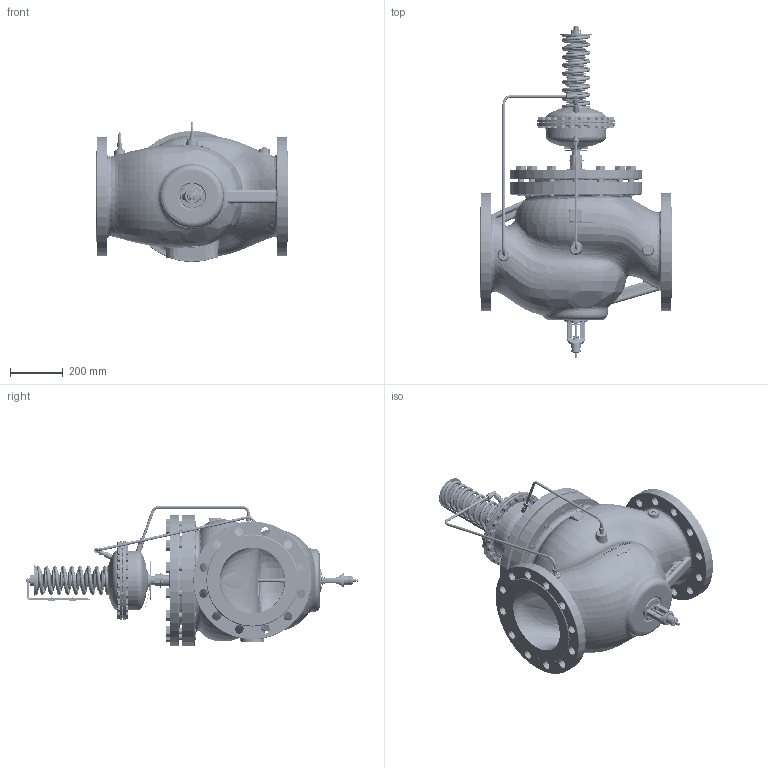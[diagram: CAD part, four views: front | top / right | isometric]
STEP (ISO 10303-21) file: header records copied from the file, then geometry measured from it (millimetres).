
FILE_DESCRIPTION((''),'2;1');
FILE_NAME('003G5586_AFQMP2_PN40_DN250_ASM','2022-04-04T15:09:44',('U369265'),(''),'CREO PARAMETRIC BY PTC INC, 2020342','CREO PARAMETRIC BY PTC INC, 2020342','');
FILE_SCHEMA(('CONFIG_CONTROL_DESIGN'));
Products named in the file (87): 88650690_VALVE_B_VFQM_DN250_PN4; 88650900_VALVE_C_VFG_DN250_PN40; HEX_SCREW_DIN931_M24X100_1_1; 88651210_YOKE_BODY_DN125_250__8; 88652270_SETT_SCREW_DN125-250_9; 88652330_STUFFING_BOX_DN150_2_6; 3220149_1_1_2_3_4_5_6_7_8_9__11; 88652960_CV_PISTON_H_SUB_DN25_1_ASM; 88651380_SPINDLE_CV_DN250_1_1; 88652990_CV_PISTON_SUB_DN250__1_ASM; 88652800_POINTER_VFQM_1_1_2__11; 88652760_FLOW_LABEL_DN250_1_1; 51817881_SCREW_SF_M3X5_1_1_2_11; HEX_SCREW_DIN933_M06X18_1_1__11; 54540510_1_1_2_3_4_5_6_7_8_9_11; 188610240_1_1_2_3_4_5_6_7_8__11; WALTER_CONNECTION_1_1_2_3_4__11; WALTER_PROFILE_RING_1_1_2_3__11; WALTER_CONNECTION_NUT_1_1_2__11; 8863078_ASM_1_1_2_3_4_5_6_7__11_ASM; 88653340_VFQM_DN250_PN40_ASM_1_ASM; 88670150_HOUSING320_PN40_MINU_6; 88673400_TUBE_FI38X10X62_MIN_11; 88671680_PRESSURE_CONNEC-186582; WELD_PRESS_CON_6MM_1_1_2_3_4_11; WELD_320_6MM_INST_AF0_1_1_2_3_6; WELD_320_6MM_2_INST_AF0_1_1_2_6; 88671550_COVER320_PN40_MINUS__6_ASM; 88670140_HOUSING320_PN40_IPLU_6; 88671680_PRESSURE_CONNEC-192080; 88673410_TUBE_FI38X10X33_AF0__6; WELD_320_6MM_INST_1_1_2_3_4_5_6; WELD_320_6MM_2_INST_1_1_2_3_4_6; WELD_PRESS_CON_6MM_AF0_1_1_2__6; 88671540_COVER320_PN40_PLUS_A_6_ASM; 88671040_SETTING_SPINDLE_PA__11; 88670600_CONNECTING_NUT_G1_1_11; 88670800_SETTING_NUT_IPA_1_1_11; 5521168_1_1_2_3_4_5_6_7_8_9_106; 5521168_1_1_2_3_4_5_6_7_8_9_107 ...
Assembly tree (182 placements, depth 6):
  003G5586_AFQMP2_PN40_DN250_ASM
    003G5586_AFQMP2_PN40_DN250_ASM__ASM
      88653340_VFQM_DN250_PN40_ASM_1_ASM
        88650690_VALVE_B_VFQM_DN250_PN4
        88650900_VALVE_C_VFG_DN250_PN40
        HEX_SCREW_DIN931_M24X100_1_1  x14
        88651210_YOKE_BODY_DN125_250__8
        88652270_SETT_SCREW_DN125-250_9
        88652960_CV_PISTON_H_SUB_DN25_1_ASM
          88652330_STUFFING_BOX_DN150_2_6
          3220149_1_1_2_3_4_5_6_7_8_9__11
        88652990_CV_PISTON_SUB_DN250__1_ASM
          88651380_SPINDLE_CV_DN250_1_1
        88652800_POINTER_VFQM_1_1_2__11
        88652760_FLOW_LABEL_DN250_1_1
        51817881_SCREW_SF_M3X5_1_1_2_11  x2
        HEX_SCREW_DIN933_M06X18_1_1__11  x4
        54540510_1_1_2_3_4_5_6_7_8_9_11  x3
        188610240_1_1_2_3_4_5_6_7_8__11
        8863078_ASM_1_1_2_3_4_5_6_7__11_ASM  x2
          WALTER_CONNECTION_1_1_2_3_4__11
          WALTER_PROFILE_RING_1_1_2_3__11
          WALTER_CONNECTION_NUT_1_1_2__11
      003G5619_AFP2_PN40_320CM2_ASM_7_ASM
        88671550_COVER320_PN40_MINUS__6_ASM
          88670150_HOUSING320_PN40_MINU_6
          88673400_TUBE_FI38X10X62_MIN_11
          88671680_PRESSURE_CONNEC-186582
          WELD_PRESS_CON_6MM_1_1_2_3_4_11
          WELD_320_6MM_INST_AF0_1_1_2_3_6
          WELD_320_6MM_2_INST_AF0_1_1_2_6
        88671540_COVER320_PN40_PLUS_A_6_ASM
          88670140_HOUSING320_PN40_IPLU_6
          88671680_PRESSURE_CONNEC-192080
          88673410_TUBE_FI38X10X33_AF0__6
          WELD_320_6MM_INST_1_1_2_3_4_5_6
          WELD_320_6MM_2_INST_1_1_2_3_4_6
          WELD_PRESS_CON_6MM_AF0_1_1_2__6
        88671040_SETTING_SPINDLE_PA__11
        88670600_CONNECTING_NUT_G1_1_11
        88670800_SETTING_NUT_IPA_1_1_11
        5521168_1_1_2_3_4_5_6_7_8_9_105_ASM
          5521168_1_1_2_3_4_5_6_7_8_9_106
          5521168_1_1_2_3_4_5_6_7_8_9_107
          5521168_1_1_2_3_4_5_6_7_8_9_108
          5521168_1_1_2_3_4_5_6_7_8_9_109
          5521168_1_1_2_3_4_5_6_7_8_9_110
          5521168_1_1_2_3_4_5_6_7_8_9_111
          5521168_1_1_2_3_4_5_6_7_8_9_112
          5521168_1_1_2_3_4_5_6_7_8_9_113
          5521168_1_1_2_3_4_5_6_7_8_9_114
          5521168_1_1_2_3_4_5_6_7_8_9_115
          5521168_1_1_2_3_4_5_6_7_8_9_116
          5521168_1_1_2_3_4_5_6_7_8_9_117
          5521168_1_1_2_3_4_5_6_7_8_9_118
          5521168_1_1_2_3_4_5_6_7_8_9_119
          5521168_1_1_2_3_4_5_6_7_8_9_120
          5521168_1_1_2_3_4_5_6_7_8_9_121
          5521168_1_1_2_3_4_5_6_7_8_9_122
          5521168_1_1_2_3_4_5_6_7_8_9_123
Bounding box: 730 x 1264.7 x 533.9 mm (x, y, z)
Volume: 51635475.2 mm3; surface area: 4909334.4 mm2
Topology: 175 solids, 175 shells, 7749 faces, 19664 edges, 12340 vertices
Faces by surface type: plane 3249, cylinder 1610, cone 1555, torus 600, bspline 534, sphere 102, extrusion 92, revolution 7
Entity records: 240556 total; most frequent: CARTESIAN_POINT 112550, ORIENTED_EDGE 27492, DIRECTION 24944, EDGE_CURVE 13746, AXIS2_PLACEMENT_3D 9374, VERTEX_POINT 8856, VECTOR 6189, LINE 6097
